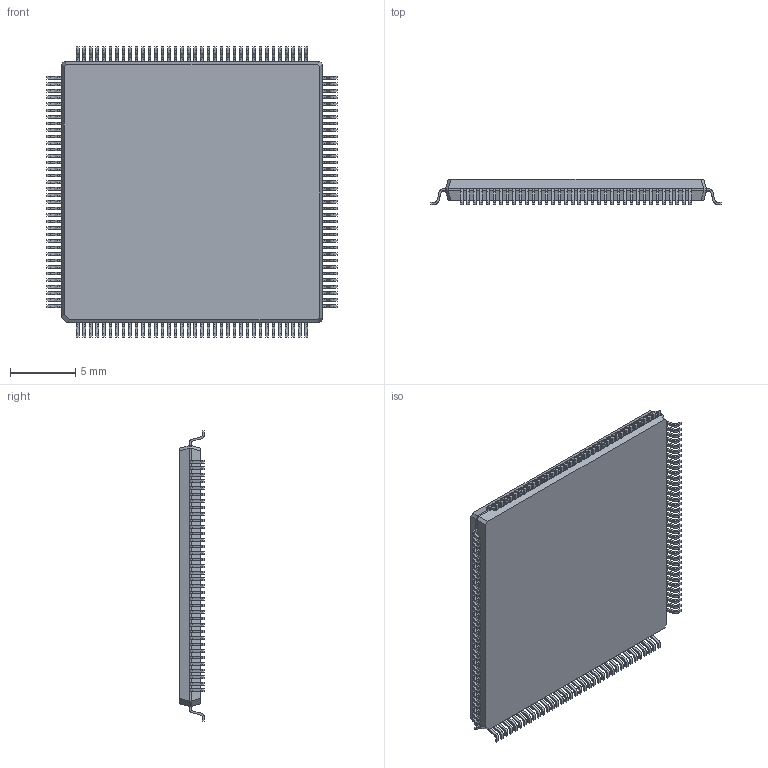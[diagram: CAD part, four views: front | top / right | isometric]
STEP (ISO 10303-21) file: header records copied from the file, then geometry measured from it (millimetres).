
FILE_DESCRIPTION (( 'STEP AP214' ), '1' );
FILE_NAME ('User Library-LQFP144-3.STEP', '2015-01-29T03:30:04', ( 'Windows User' ), ( '' ), 'SwSTEP 2.0', 'SolidWorks 2015', '' );
FILE_SCHEMA (( 'AUTOMOTIVE_DESIGN' ));
Length unit declared in the file: millimetre
Products named in the file (4): User Library-LQFP144-3; User Library-LQFP144-3_circle; User Library-LQFP144-3_pin; User Library-LQFP144-3_case
Assembly tree (146 placements, depth 2):
  User Library-LQFP144-3
    User Library-LQFP144-3_case
    User Library-LQFP144-3_pin  x144
    User Library-LQFP144-3_circle
Bounding box: 22.2 x 1.89 x 22.2 mm (x, y, z)
Volume: 633.7 mm3; surface area: 1087.8 mm2
Topology: 146 solids, 146 shells, 2051 faces, 5274 edges, 3516 vertices
Faces by surface type: plane 1465, cylinder 586
Entity records: 3329 total; most frequent: DIRECTION 510, CARTESIAN_POINT 492, ORIENTED_EDGE 252, AXIS2_PLACEMENT_3D 214, PRODUCT_DEFINITION_SHAPE 150, ITEM_DEFINED_TRANSFORMATION 146, CONTEXT_DEPENDENT_SHAPE_REPRESENTATION 146, NEXT_ASSEMBLY_USAGE_OCCURRENCE 146
